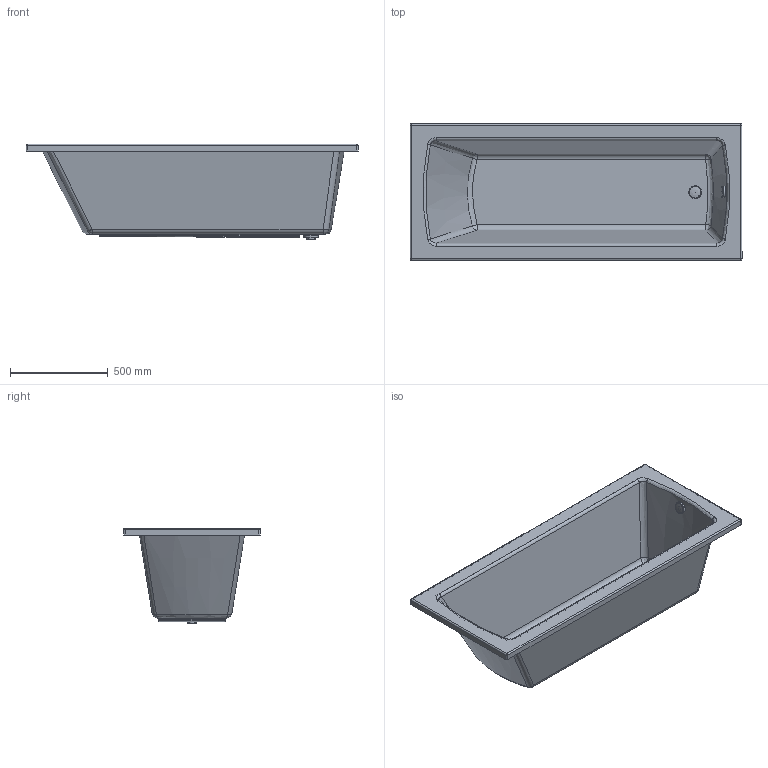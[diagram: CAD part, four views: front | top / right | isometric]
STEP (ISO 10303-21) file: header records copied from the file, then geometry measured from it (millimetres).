
FILE_DESCRIPTION((''),'2;1');
FILE_NAME('700141.stp','2009-06-22T09:52:47',('Andreas'),(''),'Autodesk Inventor 2009','Autodesk Inventor 2009','');
FILE_SCHEMA(('AUTOMOTIVE_DESIGN { 1 0 10303 214 1 1 1 1 }'));
Length unit declared in the file: millimetre
Products named in the file (5): 700141; Kelch_Wanne; Stopfen_Wannen; Verschluss_Ueberlauf
Assembly tree (4 placements, depth 2):
  700141
    700141
    Kelch_Wanne
    Stopfen_Wannen
    Verschluss_Ueberlauf
Bounding box: 1700 x 700 x 489.11 mm (x, y, z)
Volume: 30234231.8 mm3; surface area: 5341951.6 mm2
Topology: 4 solids, 4 shells, 153 faces, 352 edges, 198 vertices
Faces by surface type: bspline 46, cylinder 45, plane 39, sphere 12, torus 8, cone 3
Full cylindrical faces by diameter (mm): 16 x1, 20 x1, 42 x1, 44 x1, 52 x2, 60 x2, 75 x1
Entity records: 9442 total; most frequent: CARTESIAN_POINT 6249, ORIENTED_EDGE 620, DIRECTION 612, EDGE_CURVE 310, AXIS2_PLACEMENT_3D 253, VERTEX_POINT 191, EDGE_LOOP 185, FACE_OUTER_BOUND 153
